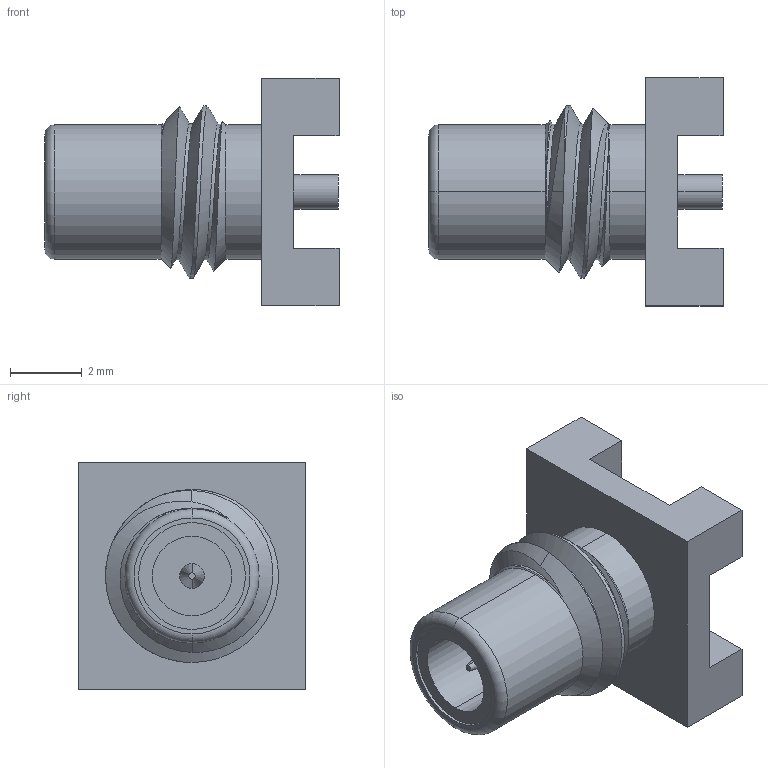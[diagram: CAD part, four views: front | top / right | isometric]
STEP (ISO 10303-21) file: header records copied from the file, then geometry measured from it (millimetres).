
FILE_DESCRIPTION (( 'STEP AP214' ), '1' );
FILE_NAME ('RFPCB-SMC-FS-10G-190_3D.step', '2023-03-17T15:12:53', ( '' ), ( '' ), 'SwSTEP 2.0', 'SolidWorks 2022', '' );
FILE_SCHEMA (( 'AUTOMOTIVE_DESIGN' ));
Length unit declared in the file: inch
Products named in the file (1): RFPCB-SMC-FS-10G-190_3D
Bounding box: 8.2 x 6.35 x 6.35 mm (x, y, z)
Volume: 109 mm3; surface area: 255.3 mm2
Topology: 1 solids, 1 shells, 57 faces, 135 edges, 87 vertices
Faces by surface type: plane 25, cylinder 19, cone 8, bspline 3, torus 2
Entity records: 2157 total; most frequent: CARTESIAN_POINT 818, ORIENTED_EDGE 270, DIRECTION 266, EDGE_CURVE 135, AXIS2_PLACEMENT_3D 96, VERTEX_POINT 87, VECTOR 74, LINE 74
